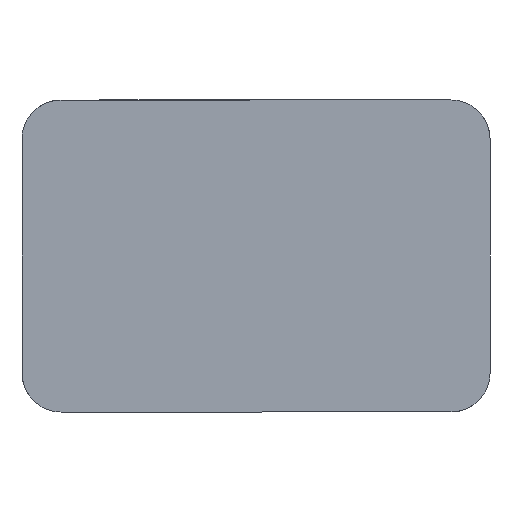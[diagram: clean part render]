
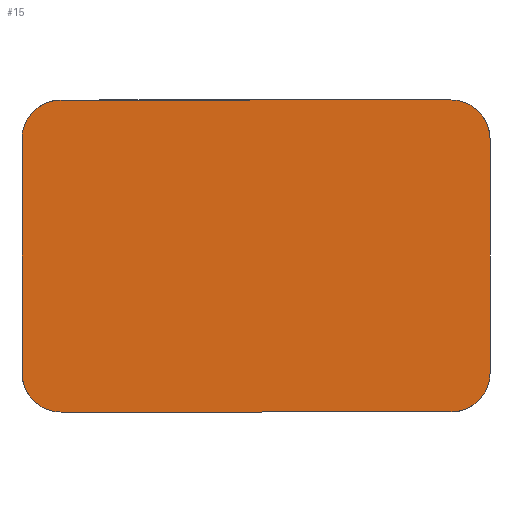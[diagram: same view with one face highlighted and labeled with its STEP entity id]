
A CAD part, front view. The second image highlights one B-rep face of the part: STEP entity #15.
In plain terms, the highlighted planar face has unit normal (0, -1, 0).
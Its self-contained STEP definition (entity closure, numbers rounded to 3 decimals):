
#15=ADVANCED_FACE('',(#43),#419,.T.);
#43=FACE_OUTER_BOUND('',#71,.T.);
#71=EDGE_LOOP('',(#99,#100,#101,#102,#103,#104,#105,#106));
#99=ORIENTED_EDGE('',*,*,#291,.T.);
#100=ORIENTED_EDGE('',*,*,#277,.T.);
#101=ORIENTED_EDGE('',*,*,#273,.T.);
#102=ORIENTED_EDGE('',*,*,#282,.T.);
#103=ORIENTED_EDGE('',*,*,#284,.F.);
#104=ORIENTED_EDGE('',*,*,#288,.T.);
#105=ORIENTED_EDGE('',*,*,#290,.F.);
#106=ORIENTED_EDGE('',*,*,#295,.T.);
#273=EDGE_CURVE('',#387,#394,#347,.T.);
#277=EDGE_CURVE('',#388,#387,#321,.T.);
#282=EDGE_CURVE('',#394,#391,#323,.T.);
#284=EDGE_CURVE('',#396,#391,#354,.T.);
#288=EDGE_CURVE('',#396,#395,#325,.T.);
#290=EDGE_CURVE('',#399,#395,#358,.T.);
#291=EDGE_CURVE('',#400,#388,#359,.T.);
#295=EDGE_CURVE('',#399,#400,#327,.T.);
#321=(
BOUNDED_CURVE()
B_SPLINE_CURVE(2,(#717,#718,#719),.UNSPECIFIED.,.F.,.F.)
B_SPLINE_CURVE_WITH_KNOTS((3,3),(-1.571,0.),.UNSPECIFIED.)
CURVE()
GEOMETRIC_REPRESENTATION_ITEM()
RATIONAL_B_SPLINE_CURVE((1.,0.707,1.))
REPRESENTATION_ITEM('')
);
#323=(
BOUNDED_CURVE()
B_SPLINE_CURVE(2,(#729,#730,#731),.UNSPECIFIED.,.F.,.F.)
B_SPLINE_CURVE_WITH_KNOTS((3,3),(0.,1.571),.UNSPECIFIED.)
CURVE()
GEOMETRIC_REPRESENTATION_ITEM()
RATIONAL_B_SPLINE_CURVE((1.,0.707,1.))
REPRESENTATION_ITEM('')
);
#325=(
BOUNDED_CURVE()
B_SPLINE_CURVE(2,(#743,#744,#745),.UNSPECIFIED.,.F.,.F.)
B_SPLINE_CURVE_WITH_KNOTS((3,3),(0.,1.571),.UNSPECIFIED.)
CURVE()
GEOMETRIC_REPRESENTATION_ITEM()
RATIONAL_B_SPLINE_CURVE((1.,0.707,1.))
REPRESENTATION_ITEM('')
);
#327=(
BOUNDED_CURVE()
B_SPLINE_CURVE(2,(#759,#760,#761),.UNSPECIFIED.,.F.,.F.)
B_SPLINE_CURVE_WITH_KNOTS((3,3),(0.,1.571),.UNSPECIFIED.)
CURVE()
GEOMETRIC_REPRESENTATION_ITEM()
RATIONAL_B_SPLINE_CURVE((1.,0.707,1.))
REPRESENTATION_ITEM('')
);
#347=B_SPLINE_CURVE_WITH_KNOTS('',1,(#709,#710),.UNSPECIFIED.,.F.,.F.,(2,
2),(1.,7.),.UNSPECIFIED.);
#354=B_SPLINE_CURVE_WITH_KNOTS('',1,(#735,#736),.UNSPECIFIED.,.F.,.F.,(2,
2),(13.977,23.977),.UNSPECIFIED.);
#358=B_SPLINE_CURVE_WITH_KNOTS('',1,(#749,#750),.UNSPECIFIED.,.F.,.F.,(2,
2),(1.,7.),.UNSPECIFIED.);
#359=B_SPLINE_CURVE_WITH_KNOTS('',1,(#751,#752),.UNSPECIFIED.,.F.,.F.,(2,
2),(13.977,23.977),.UNSPECIFIED.);
#387=VERTEX_POINT('',#589);
#388=VERTEX_POINT('',#590);
#391=VERTEX_POINT('',#593);
#394=VERTEX_POINT('',#596);
#395=VERTEX_POINT('',#597);
#396=VERTEX_POINT('',#598);
#399=VERTEX_POINT('',#601);
#400=VERTEX_POINT('',#602);
#419=PLANE('',#451);
#451=AXIS2_PLACEMENT_3D('',#505,#478,$);
#478=DIRECTION('',(0.,-1.,0.));
#505=CARTESIAN_POINT('',(17.132,-10.082,473.361));
#589=CARTESIAN_POINT('',(5.132,-10.082,472.361));
#590=CARTESIAN_POINT('',(6.132,-10.082,473.361));
#593=CARTESIAN_POINT('',(6.132,-10.082,465.361));
#596=CARTESIAN_POINT('',(5.132,-10.082,466.361));
#597=CARTESIAN_POINT('',(17.132,-10.082,466.361));
#598=CARTESIAN_POINT('',(16.132,-10.082,465.361));
#601=CARTESIAN_POINT('',(17.132,-10.082,472.361));
#602=CARTESIAN_POINT('',(16.132,-10.082,473.361));
#709=CARTESIAN_POINT('',(5.132,-10.082,472.361));
#710=CARTESIAN_POINT('',(5.132,-10.082,466.361));
#717=CARTESIAN_POINT('',(6.132,-10.082,473.361));
#718=CARTESIAN_POINT('',(5.132,-10.082,473.361));
#719=CARTESIAN_POINT('',(5.132,-10.082,472.361));
#729=CARTESIAN_POINT('',(5.132,-10.082,466.361));
#730=CARTESIAN_POINT('',(5.132,-10.082,465.361));
#731=CARTESIAN_POINT('',(6.132,-10.082,465.361));
#735=CARTESIAN_POINT('',(16.132,-10.082,465.361));
#736=CARTESIAN_POINT('',(6.132,-10.082,465.361));
#743=CARTESIAN_POINT('',(16.132,-10.082,465.361));
#744=CARTESIAN_POINT('',(17.132,-10.082,465.361));
#745=CARTESIAN_POINT('',(17.132,-10.082,466.361));
#749=CARTESIAN_POINT('',(17.132,-10.082,472.361));
#750=CARTESIAN_POINT('',(17.132,-10.082,466.361));
#751=CARTESIAN_POINT('',(16.132,-10.082,473.361));
#752=CARTESIAN_POINT('',(6.132,-10.082,473.361));
#759=CARTESIAN_POINT('',(17.132,-10.082,472.361));
#760=CARTESIAN_POINT('',(17.132,-10.082,473.361));
#761=CARTESIAN_POINT('',(16.132,-10.082,473.361));
